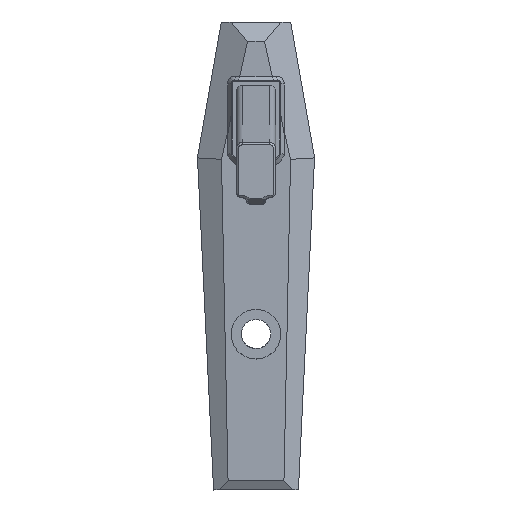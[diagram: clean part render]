
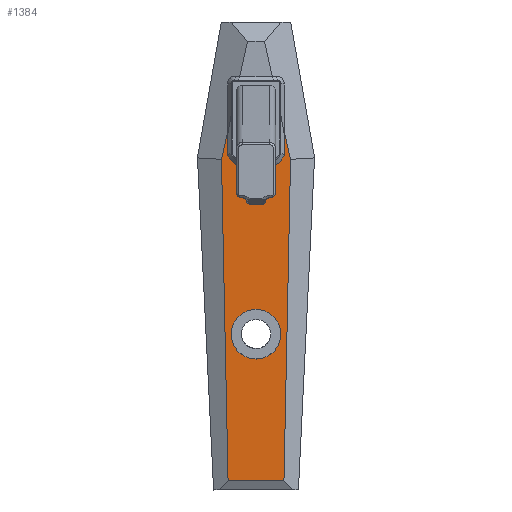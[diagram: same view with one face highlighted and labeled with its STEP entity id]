
A CAD part, top view. The second image highlights one B-rep face of the part: STEP entity #1384.
In plain terms, the highlighted planar face has unit normal (0, -0.026, 1).
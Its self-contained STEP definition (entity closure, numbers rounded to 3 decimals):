
#44=CIRCLE('',#1458,12.75);
#97=B_SPLINE_CURVE_WITH_KNOTS('',3,(#2334,#2335,#2336,#2337,#2338,#2339,
#2340,#2341,#2342,#2343,#2344,#2345,#2346),.UNSPECIFIED.,.F.,.F.,(4,1,1,
1,1,1,1,1,1,1,4),(0.,0.125,0.25,0.375,0.5,0.563,0.625,0.75,0.813,0.875,
1.),.UNSPECIFIED.);
#318=ORIENTED_EDGE('',*,*,#578,.T.);
#319=ORIENTED_EDGE('',*,*,#661,.T.);
#320=ORIENTED_EDGE('',*,*,#678,.T.);
#321=ORIENTED_EDGE('',*,*,#679,.T.);
#322=ORIENTED_EDGE('',*,*,#680,.T.);
#323=ORIENTED_EDGE('',*,*,#674,.T.);
#324=ORIENTED_EDGE('',*,*,#667,.T.);
#325=ORIENTED_EDGE('',*,*,#665,.T.);
#326=ORIENTED_EDGE('',*,*,#664,.T.);
#578=EDGE_CURVE('',#780,#780,#44,.F.);
#661=EDGE_CURVE('',#845,#844,#960,.F.);
#664=EDGE_CURVE('',#846,#845,#963,.F.);
#665=EDGE_CURVE('',#847,#846,#964,.F.);
#667=EDGE_CURVE('',#848,#847,#966,.F.);
#674=EDGE_CURVE('',#849,#848,#972,.F.);
#678=EDGE_CURVE('',#844,#855,#976,.T.);
#679=EDGE_CURVE('',#855,#856,#97,.T.);
#680=EDGE_CURVE('',#856,#849,#977,.T.);
#780=VERTEX_POINT('',#1989);
#844=VERTEX_POINT('',#2287);
#845=VERTEX_POINT('',#2289);
#846=VERTEX_POINT('',#2293);
#847=VERTEX_POINT('',#2297);
#848=VERTEX_POINT('',#2301);
#849=VERTEX_POINT('',#2305);
#855=VERTEX_POINT('',#2333);
#856=VERTEX_POINT('',#2347);
#960=LINE('',#2288,#1079);
#963=LINE('',#2294,#1082);
#964=LINE('',#2296,#1083);
#966=LINE('',#2300,#1085);
#972=LINE('',#2325,#1091);
#976=LINE('',#2332,#1095);
#977=LINE('',#2348,#1096);
#1079=VECTOR('',#1699,1000.);
#1082=VECTOR('',#1704,1000.);
#1083=VECTOR('',#1707,1000.);
#1085=VECTOR('',#1711,1000.);
#1091=VECTOR('',#1719,1000.);
#1095=VECTOR('',#1727,1000.);
#1096=VECTOR('',#1728,1000.);
#1156=EDGE_LOOP('',(#318));
#1157=EDGE_LOOP('',(#319,#320,#321,#322,#323,#324,#325,#326));
#1247=FACE_BOUND('',#1156,.T.);
#1248=FACE_BOUND('',#1157,.T.);
#1326=PLANE('',#1496);
#1384=ADVANCED_FACE('',(#1247,#1248),#1326,.T.);
#1458=AXIS2_PLACEMENT_3D('',#1988,#1570,#1571);
#1496=AXIS2_PLACEMENT_3D('',#2331,#1725,#1726);
#1570=DIRECTION('',(0.,-0.026,1.));
#1571=DIRECTION('',(0.,-1.,-0.026));
#1699=DIRECTION('',(0.216,-0.976,-0.026));
#1704=DIRECTION('',(-0.021,-0.999,-0.026));
#1707=DIRECTION('',(-1.,0.,0.));
#1711=DIRECTION('',(-0.021,0.999,0.026));
#1719=DIRECTION('',(0.216,0.976,0.026));
#1725=DIRECTION('',(0.,-0.026,1.));
#1726=DIRECTION('',(1.,0.,0.));
#1727=DIRECTION('',(0.,-1.,-0.026));
#1728=DIRECTION('',(0.,1.,0.026));
#1988=CARTESIAN_POINT('',(0.05,63.419,-8.778));
#1989=CARTESIAN_POINT('',(0.05,50.674,-9.112));
#2287=CARTESIAN_POINT('',(14.8,166.491,-6.079));
#2288=CARTESIAN_POINT('',(52.53,-4.199,-10.549));
#2289=CARTESIAN_POINT('',(17.761,153.094,-6.43));
#2293=CARTESIAN_POINT('',(14.379,-11.665,-10.744));
#2294=CARTESIAN_POINT('',(14.387,-11.257,-10.733));
#2296=CARTESIAN_POINT('',(20.05,-11.665,-10.744));
#2297=CARTESIAN_POINT('',(-14.279,-11.665,-10.744));
#2300=CARTESIAN_POINT('',(-14.271,-12.077,-10.755));
#2301=CARTESIAN_POINT('',(-17.661,153.094,-6.43));
#2305=CARTESIAN_POINT('',(-14.7,166.491,-6.079));
#2325=CARTESIAN_POINT('',(-50.568,4.226,-10.328));
#2331=CARTESIAN_POINT('',(20.05,-11.373,-10.737));
#2332=CARTESIAN_POINT('',(14.8,156.138,-6.35));
#2333=CARTESIAN_POINT('',(14.8,155.653,-6.363));
#2334=CARTESIAN_POINT('',(14.8,155.653,-6.363));
#2335=CARTESIAN_POINT('',(14.114,154.29,-6.398));
#2336=CARTESIAN_POINT('',(12.375,151.77,-6.464));
#2337=CARTESIAN_POINT('',(8.833,148.823,-6.542));
#2338=CARTESIAN_POINT('',(4.613,146.978,-6.59));
#2339=CARTESIAN_POINT('',(0.802,146.438,-6.604));
#2340=CARTESIAN_POINT('',(-2.217,146.65,-6.599));
#2341=CARTESIAN_POINT('',(-5.222,147.288,-6.582));
#2342=CARTESIAN_POINT('',(-8.034,148.523,-6.549));
#2343=CARTESIAN_POINT('',(-10.495,150.285,-6.503));
#2344=CARTESIAN_POINT('',(-12.715,152.407,-6.448));
#2345=CARTESIAN_POINT('',(-14.014,154.29,-6.398));
#2346=CARTESIAN_POINT('',(-14.7,155.653,-6.363));
#2347=CARTESIAN_POINT('',(-14.7,155.653,-6.363));
#2348=CARTESIAN_POINT('',(-14.7,-11.373,-10.737));
